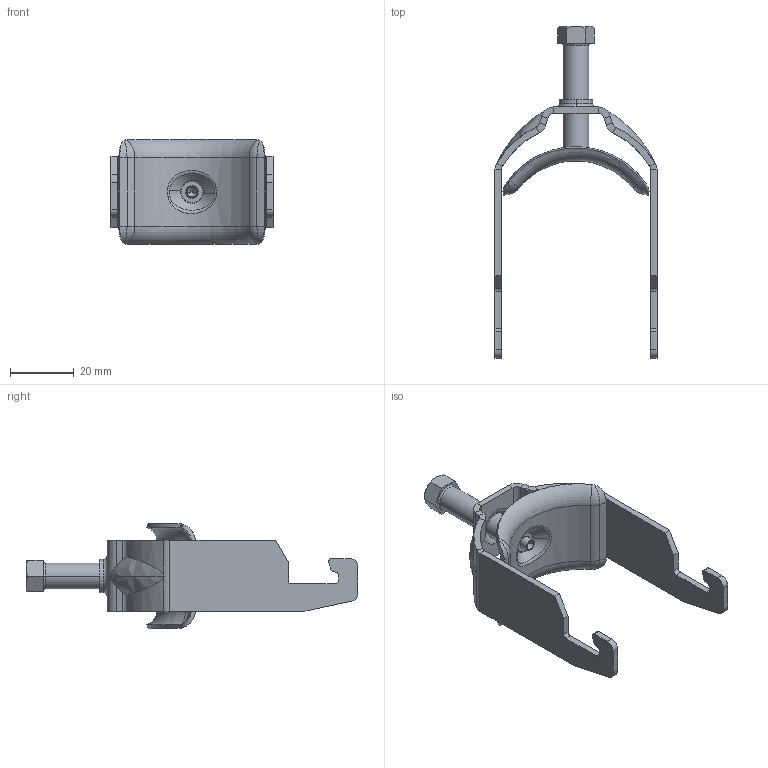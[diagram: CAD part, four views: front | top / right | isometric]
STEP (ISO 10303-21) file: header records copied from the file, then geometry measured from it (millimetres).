
FILE_DESCRIPTION (( 'STEP AP214' ), '1' );
FILE_NAME ('EB454-08.STEP', '2022-06-07T06:48:38', ( '' ), ( '' ), 'SwSTEP 2.0', 'SolidWorks 2020', '' );
FILE_SCHEMA (( 'AUTOMOTIVE_DESIGN' ));
Length unit declared in the file: millimetre
Products named in the file (4): EB404-08-01_Standard; 142313_Druckschraube - M8 x 33; EB154-08-02_Standard; EB454-08
Assembly tree (3 placements, depth 2):
  EB454-08
    EB404-08-01_Standard
    142313_Druckschraube - M8 x 33
    EB154-08-02_Standard
Bounding box: 51 x 104.5 x 33.08 mm (x, y, z)
Volume: 11652 mm3; surface area: 13434.2 mm2
Topology: 3 solids, 3 shells, 345 faces, 848 edges, 528 vertices
Faces by surface type: plane 162, bspline 73, cylinder 72, torus 28, cone 10
Entity records: 17491 total; most frequent: CARTESIAN_POINT 9779, ORIENTED_EDGE 1688, DIRECTION 1330, EDGE_CURVE 844, VERTEX_POINT 528, AXIS2_PLACEMENT_3D 460, VECTOR 410, LINE 410
